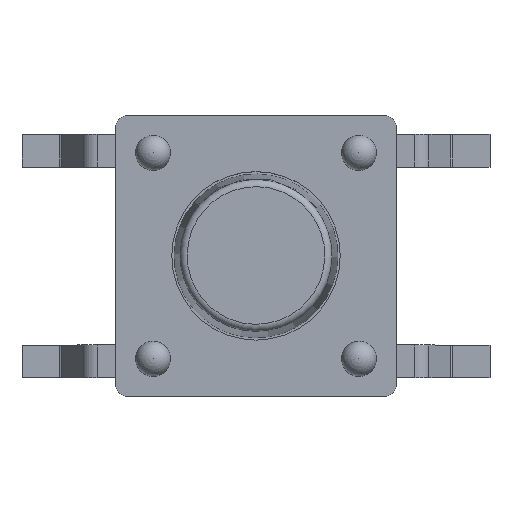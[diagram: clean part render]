
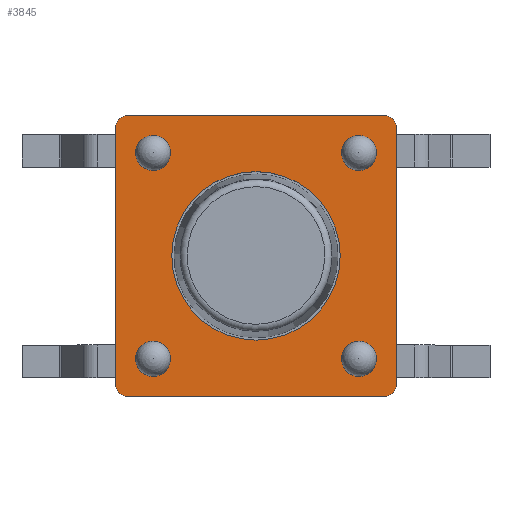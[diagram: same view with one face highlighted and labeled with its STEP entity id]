
A CAD part, top view. The second image highlights one B-rep face of the part: STEP entity #3845.
In plain terms, the highlighted planar face has unit normal (0, 0, 1).
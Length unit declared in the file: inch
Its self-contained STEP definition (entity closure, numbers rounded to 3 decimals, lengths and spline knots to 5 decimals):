
#65=FACE_BOUND('',#1478,.T.);
#66=FACE_BOUND('',#1479,.T.);
#67=FACE_BOUND('',#1480,.T.);
#68=FACE_BOUND('',#1481,.T.);
#69=FACE_BOUND('',#1482,.T.);
#186=PLANE('',#4183);
#555=LINE('',#6353,#956);
#556=LINE('',#6357,#957);
#557=LINE('',#6361,#958);
#558=LINE('',#6364,#959);
#956=VECTOR('',#5165,0.3937);
#957=VECTOR('',#5168,0.3937);
#958=VECTOR('',#5171,0.3937);
#959=VECTOR('',#5174,0.3937);
#1253=FACE_OUTER_BOUND('',#1477,.T.);
#1477=EDGE_LOOP('',(#3481,#3482,#3483,#3484,#3485,#3486,#3487,#3488));
#1478=EDGE_LOOP('',(#3489));
#1479=EDGE_LOOP('',(#3490));
#1480=EDGE_LOOP('',(#3491));
#1481=EDGE_LOOP('',(#3492));
#1482=EDGE_LOOP('',(#3493));
#1615=CIRCLE('',#4181,0.00984);
#1617=CIRCLE('',#4184,0.00984);
#1618=CIRCLE('',#4185,0.00984);
#1619=CIRCLE('',#4186,0.00984);
#1620=CIRCLE('',#4187,0.07087);
#1621=CIRCLE('',#4188,0.01476);
#1622=CIRCLE('',#4189,0.01476);
#1623=CIRCLE('',#4190,0.01476);
#1624=CIRCLE('',#4191,0.01476);
#1956=VERTEX_POINT('',#6343);
#1957=VERTEX_POINT('',#6344);
#1960=VERTEX_POINT('',#6352);
#1961=VERTEX_POINT('',#6354);
#1962=VERTEX_POINT('',#6356);
#1963=VERTEX_POINT('',#6358);
#1964=VERTEX_POINT('',#6360);
#1965=VERTEX_POINT('',#6362);
#1966=VERTEX_POINT('',#6365);
#1967=VERTEX_POINT('',#6367);
#1968=VERTEX_POINT('',#6369);
#1969=VERTEX_POINT('',#6371);
#1970=VERTEX_POINT('',#6373);
#2474=EDGE_CURVE('',#1956,#1957,#1615,.T.);
#2478=EDGE_CURVE('',#1960,#1956,#555,.T.);
#2479=EDGE_CURVE('',#1961,#1960,#1617,.T.);
#2480=EDGE_CURVE('',#1962,#1961,#556,.T.);
#2481=EDGE_CURVE('',#1963,#1962,#1618,.T.);
#2482=EDGE_CURVE('',#1964,#1963,#557,.T.);
#2483=EDGE_CURVE('',#1965,#1964,#1619,.T.);
#2484=EDGE_CURVE('',#1957,#1965,#558,.T.);
#2485=EDGE_CURVE('',#1966,#1966,#1620,.T.);
#2486=EDGE_CURVE('',#1967,#1967,#1621,.T.);
#2487=EDGE_CURVE('',#1968,#1968,#1622,.T.);
#2488=EDGE_CURVE('',#1969,#1969,#1623,.T.);
#2489=EDGE_CURVE('',#1970,#1970,#1624,.T.);
#3481=ORIENTED_EDGE('',*,*,#2474,.F.);
#3482=ORIENTED_EDGE('',*,*,#2478,.F.);
#3483=ORIENTED_EDGE('',*,*,#2479,.F.);
#3484=ORIENTED_EDGE('',*,*,#2480,.F.);
#3485=ORIENTED_EDGE('',*,*,#2481,.F.);
#3486=ORIENTED_EDGE('',*,*,#2482,.F.);
#3487=ORIENTED_EDGE('',*,*,#2483,.F.);
#3488=ORIENTED_EDGE('',*,*,#2484,.F.);
#3489=ORIENTED_EDGE('',*,*,#2485,.T.);
#3490=ORIENTED_EDGE('',*,*,#2486,.T.);
#3491=ORIENTED_EDGE('',*,*,#2487,.T.);
#3492=ORIENTED_EDGE('',*,*,#2488,.T.);
#3493=ORIENTED_EDGE('',*,*,#2489,.T.);
#3845=ADVANCED_FACE('',(#1253,#65,#66,#67,#68,#69),#186,.T.);
#4181=AXIS2_PLACEMENT_3D('',#6345,#5157,#5158);
#4183=AXIS2_PLACEMENT_3D('',#6351,#5163,#5164);
#4184=AXIS2_PLACEMENT_3D('',#6355,#5166,#5167);
#4185=AXIS2_PLACEMENT_3D('',#6359,#5169,#5170);
#4186=AXIS2_PLACEMENT_3D('',#6363,#5172,#5173);
#4187=AXIS2_PLACEMENT_3D('',#6366,#5175,#5176);
#4188=AXIS2_PLACEMENT_3D('',#6368,#5177,#5178);
#4189=AXIS2_PLACEMENT_3D('',#6370,#5179,#5180);
#4190=AXIS2_PLACEMENT_3D('',#6372,#5181,#5182);
#4191=AXIS2_PLACEMENT_3D('',#6374,#5183,#5184);
#5157=DIRECTION('center_axis',(0.,0.,
-1.));
#5158=DIRECTION('ref_axis',(-0.707,-0.707,0.));
#5163=DIRECTION('center_axis',(0.,0.,
1.));
#5164=DIRECTION('ref_axis',(-1.,0.,0.));
#5165=DIRECTION('',(-1.,0.,0.));
#5166=DIRECTION('center_axis',(0.,0.,
-1.));
#5167=DIRECTION('ref_axis',(0.707,-0.707,0.));
#5168=DIRECTION('',(0.,-1.,0.));
#5169=DIRECTION('center_axis',(0.,0.,
-1.));
#5170=DIRECTION('ref_axis',(0.707,0.707,0.));
#5171=DIRECTION('',(1.,0.,0.));
#5172=DIRECTION('center_axis',(0.,0.,
-1.));
#5173=DIRECTION('ref_axis',(-0.707,0.707,0.));
#5174=DIRECTION('',(0.,1.,0.));
#5175=DIRECTION('center_axis',(0.,0.,
-1.));
#5176=DIRECTION('ref_axis',(1.,0.,0.));
#5177=DIRECTION('center_axis',(0.,0.,
-1.));
#5178=DIRECTION('ref_axis',(1.,0.,0.));
#5179=DIRECTION('center_axis',(0.,0.,
-1.));
#5180=DIRECTION('ref_axis',(1.,0.,0.));
#5181=DIRECTION('center_axis',(0.,0.,
-1.));
#5182=DIRECTION('ref_axis',(1.,0.,0.));
#5183=DIRECTION('center_axis',(0.,0.,
-1.));
#5184=DIRECTION('ref_axis',(1.,0.,0.));
#6343=CARTESIAN_POINT('',(-0.10827,-0.11811,0.12677));
#6344=CARTESIAN_POINT('',(-0.11811,-0.10827,0.12677));
#6345=CARTESIAN_POINT('Origin',(-0.10827,-0.10827,0.12677));
#6351=CARTESIAN_POINT('Origin',(0.,0.,
0.12677));
#6352=CARTESIAN_POINT('',(0.10827,-0.11811,0.12677));
#6353=CARTESIAN_POINT('',(-0.11811,-0.11811,0.12677));
#6354=CARTESIAN_POINT('',(0.11811,-0.10827,0.12677));
#6355=CARTESIAN_POINT('Origin',(0.10827,-0.10827,0.12677));
#6356=CARTESIAN_POINT('',(0.11811,0.10827,0.12677));
#6357=CARTESIAN_POINT('',(0.11811,-0.11811,0.12677));
#6358=CARTESIAN_POINT('',(0.10827,0.11811,0.12677));
#6359=CARTESIAN_POINT('Origin',(0.10827,0.10827,0.12677));
#6360=CARTESIAN_POINT('',(-0.10827,0.11811,0.12677));
#6361=CARTESIAN_POINT('',(0.11811,0.11811,0.12677));
#6362=CARTESIAN_POINT('',(-0.11811,0.10827,0.12677));
#6363=CARTESIAN_POINT('Origin',(-0.10827,0.10827,0.12677));
#6364=CARTESIAN_POINT('',(-0.11811,0.11811,0.12677));
#6365=CARTESIAN_POINT('',(-0.07087,0.,0.12677));
#6366=CARTESIAN_POINT('Origin',(0.,0.,
0.12677));
#6367=CARTESIAN_POINT('',(0.07185,0.08661,0.12677));
#6368=CARTESIAN_POINT('Origin',(0.08661,0.08661,0.12677));
#6369=CARTESIAN_POINT('',(-0.10138,0.08661,0.12677));
#6370=CARTESIAN_POINT('Origin',(-0.08661,0.08661,
0.12677));
#6371=CARTESIAN_POINT('',(-0.10138,-0.08661,0.12677));
#6372=CARTESIAN_POINT('Origin',(-0.08661,-0.08661,
0.12677));
#6373=CARTESIAN_POINT('',(0.07185,-0.08661,0.12677));
#6374=CARTESIAN_POINT('Origin',(0.08661,-0.08661,
0.12677));
